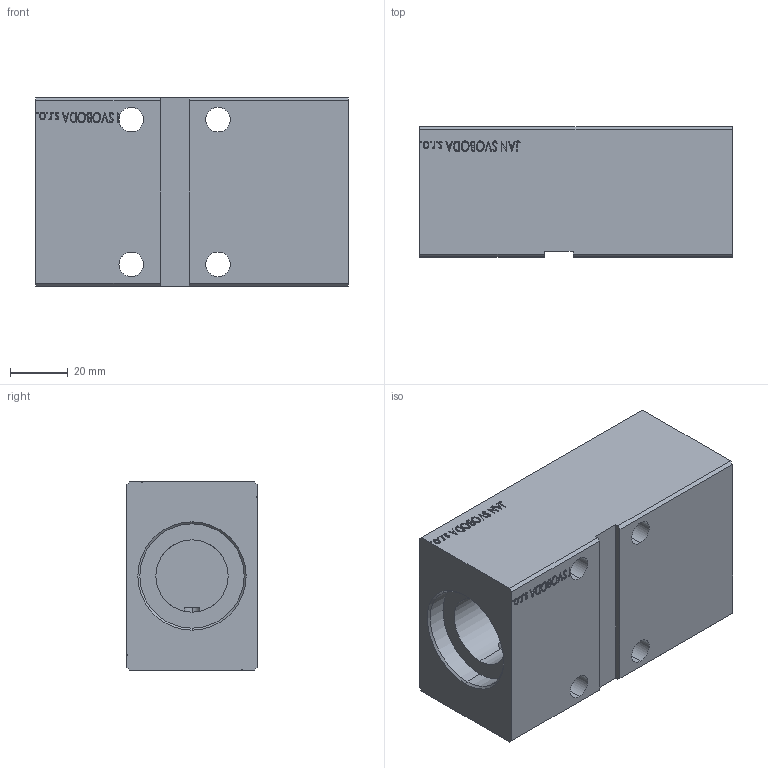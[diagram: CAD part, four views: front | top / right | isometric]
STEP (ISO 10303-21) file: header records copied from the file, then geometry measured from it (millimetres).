
FILE_DESCRIPTION (( 'STEP AP203' ), '1' );
FILE_NAME ('d19c.STEP', '2024-02-11T20:19:04', ( '' ), ( '' ), 'SwSTEP 2.0', 'SolidWorks 2019', '' );
FILE_SCHEMA (( 'CONFIG_CONTROL_DESIGN' ));
Products named in the file (1): d19c
Bounding box: 108 x 45 x 65 mm (x, y, z)
Volume: 249495.3 mm3; surface area: 43054.7 mm2
Topology: 1 solids, 1 shells, 752 faces, 1960 edges, 1305 vertices
Faces by surface type: bspline 370, plane 350, cylinder 30, cone 2
Entity records: 40207 total; most frequent: CARTESIAN_POINT 24114, ORIENTED_EDGE 3920, DIRECTION 2046, EDGE_CURVE 1960, VERTEX_POINT 1305, LINE 1152, VECTOR 1152, EDGE_LOOP 859
